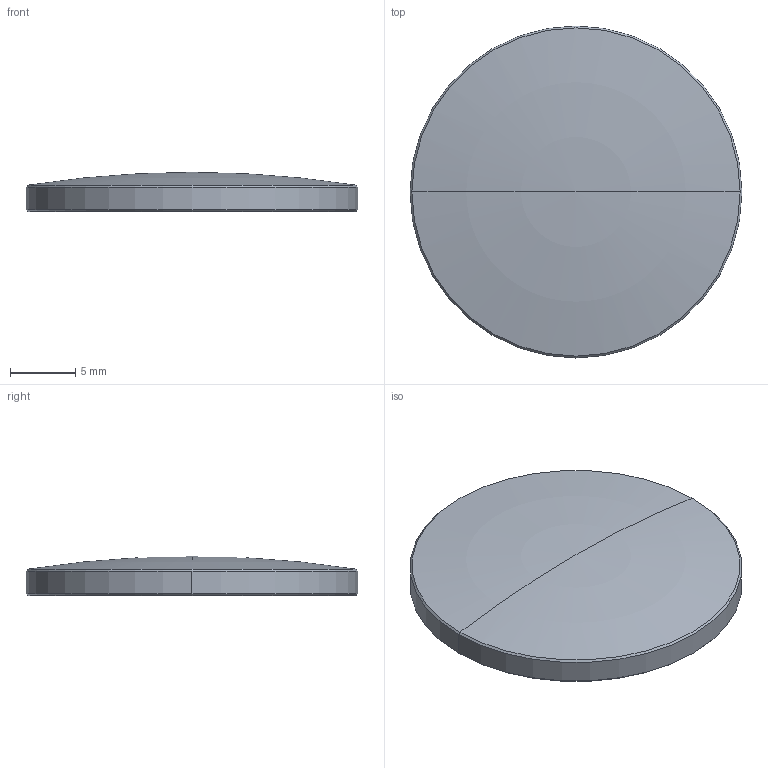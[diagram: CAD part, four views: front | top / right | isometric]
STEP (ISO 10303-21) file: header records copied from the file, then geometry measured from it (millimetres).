
FILE_DESCRIPTION (( 'STEP AP203' ), '1' );
FILE_NAME ('24955-E0W.STEP', '2012-10-01T14:06:35', ( 'Admin' ), ( 'Thorlabs, Inc.' ), 'SwSTEP 2.0', 'SolidWorks 2011', '' );
FILE_SCHEMA (( 'CONFIG_CONTROL_DESIGN' ));
Length unit declared in the file: millimetre
Products named in the file (1): 24955-E0W
Bounding box: 25.4 x 25.4 x 3.01 mm (x, y, z)
Volume: 1268.2 mm3; surface area: 1164.6 mm2
Topology: 1 solids, 1 shells, 9 faces, 18 edges, 9 vertices
Faces by surface type: cone 4, cylinder 2, torus 2, plane 1
Entity records: 297 total; most frequent: DIRECTION 46, CARTESIAN_POINT 35, ORIENTED_EDGE 32, AXIS2_PLACEMENT_3D 20, EDGE_CURVE 16, CIRCLE 10, EDGE_LOOP 9, ADVANCED_FACE 9
